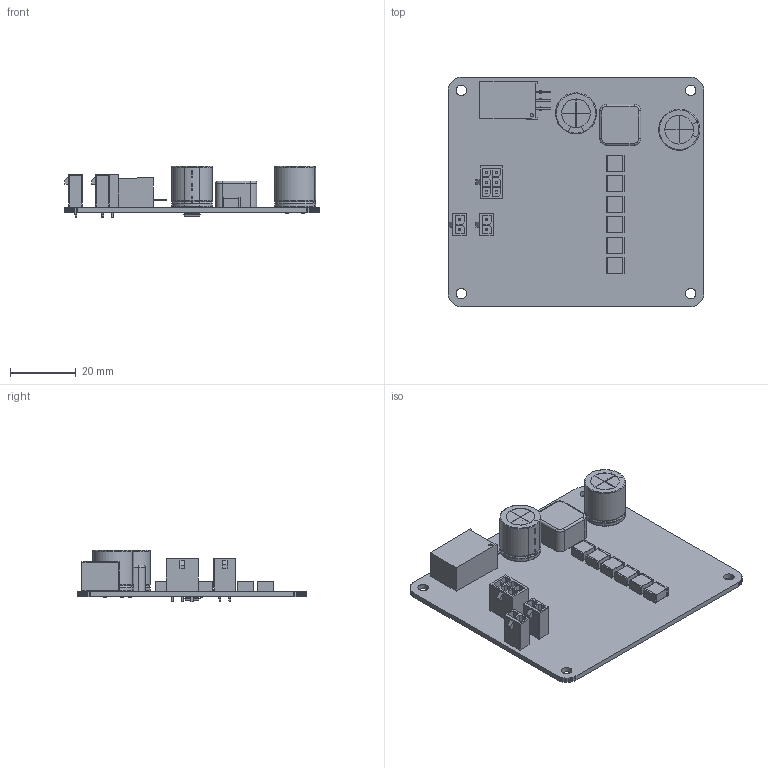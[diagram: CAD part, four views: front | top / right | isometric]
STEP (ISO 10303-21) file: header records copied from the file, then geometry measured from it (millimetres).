
FILE_DESCRIPTION(('KiCad electronic assembly'),'2;1');
FILE_NAME('radome_dish_controller.step','2023-07-07T19:39:58',('Pcbnew') ,('Kicad'),'Open CASCADE STEP processor 7.6','KiCad to STEP converter' ,'Unknown');
FILE_SCHEMA(('AUTOMOTIVE_DESIGN { 1 0 10303 214 1 1 1 1 }'));
Length unit declared in the file: millimetre
Products named in the file (16): radome_dish_controller 1; L_Sunlord_SWRB1207S; COMPOUND; C_2220_5650Metric; SOLID; 2068320602; 2165711002; K78Uxx-500R3; CP_Radial_D12.5mm_P5.00mm; TSSOP-14_4.4x5mm_P0.65mm; radome_dish_controller PCB
Assembly tree (22 placements, depth 3):
  radome_dish_controller 1
    L_Sunlord_SWRB1207S
      COMPOUND
    C_2220_5650Metric  x6
      SOLID
    2068320602
      SOLID
    2165711002  x2
      SOLID
    K78Uxx-500R3
      SOLID
    CP_Radial_D12.5mm_P5.00mm  x2
      SOLID
    TSSOP-14_4.4x5mm_P0.65mm
      SOLID
    radome_dish_controller PCB
Bounding box: 78 x 70 x 15.63 mm (x, y, z)
Volume: 15799.4 mm3; surface area: 17469.6 mm2
Topology: 17 solids, 19 shells, 927 faces, 2372 edges, 1541 vertices
Faces by surface type: plane 648, cylinder 204, bspline 52, revolution 12, torus 8, cone 3
Full cylindrical faces by diameter (mm): 0.5 x1, 0.83 x3, 0.9 x4, 1 x3, 1.02 x13, 1.2 x4, 3.2 x4
Entity records: 47284 total; most frequent: CARTESIAN_POINT 10029, DIRECTION 6350, LINE 4405, VECTOR 4405, ORIENTED_EDGE 3426, PCURVE 3426, DEFINITIONAL_REPRESENTATION 3426, EDGE_CURVE 1713
